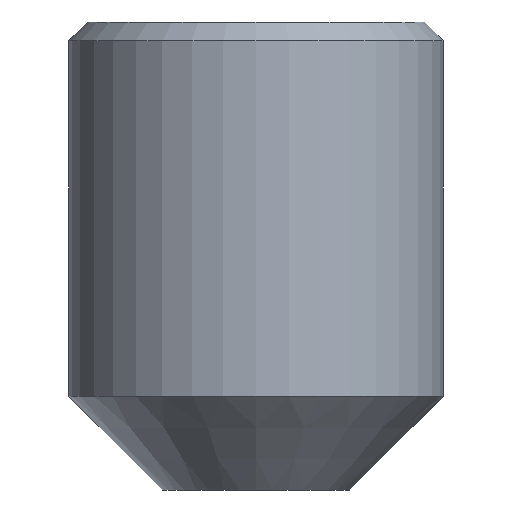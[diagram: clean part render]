
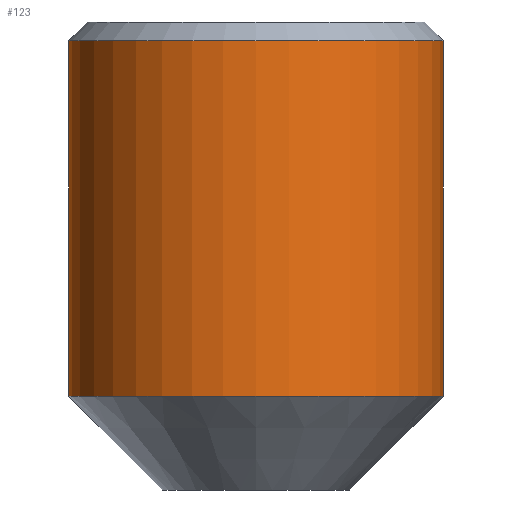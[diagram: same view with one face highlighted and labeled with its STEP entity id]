
A CAD part, left-side view. The second image highlights one B-rep face of the part: STEP entity #123.
In plain terms, the highlighted cylindrical face has radius 1 mm (diameter 2 mm), a partial arc.
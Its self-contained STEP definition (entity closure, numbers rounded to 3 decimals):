
#7 = DIRECTION ( 'NONE',  ( 0., 0., -1. ) ) ;
#8 = VERTEX_POINT ( 'NONE', #88 ) ;
#30 = LINE ( 'NONE', #69, #96 ) ;
#43 = EDGE_LOOP ( 'NONE', ( #227, #496, #265, #205 ) ) ;
#55 = CARTESIAN_POINT ( 'NONE',  ( 0., 0., -2.5 ) ) ;
#66 = DIRECTION ( 'NONE',  ( 0., 1., 0. ) ) ;
#69 = CARTESIAN_POINT ( 'NONE',  ( 0., 1., -2.5 ) ) ;
#88 = CARTESIAN_POINT ( 'NONE',  ( 0., 1., -2. ) ) ;
#96 = VECTOR ( 'NONE', #401, 1000. ) ;
#101 = CYLINDRICAL_SURFACE ( 'NONE', #299, 1. ) ;
#123 = ADVANCED_FACE ( 'NONE', ( #427 ), #101, .T. ) ;
#136 = DIRECTION ( 'NONE',  ( 0., 1., 0. ) ) ;
#149 = DIRECTION ( 'NONE',  ( 0., 0., -1. ) ) ;
#180 = CARTESIAN_POINT ( 'NONE',  ( 0., 0., -0.1 ) ) ;
#199 = CARTESIAN_POINT ( 'NONE',  ( 0., -1., -2.5 ) ) ;
#204 = VECTOR ( 'NONE', #149, 1000. ) ;
#205 = ORIENTED_EDGE ( 'NONE', *, *, #341, .F. ) ;
#224 = AXIS2_PLACEMENT_3D ( 'NONE', #180, #248, #432 ) ;
#227 = ORIENTED_EDGE ( 'NONE', *, *, #240, .F. ) ;
#240 = EDGE_CURVE ( 'NONE', #523, #316, #515, .T. ) ;
#245 = VERTEX_POINT ( 'NONE', #309 ) ;
#248 = DIRECTION ( 'NONE',  ( 0., 0., -1. ) ) ;
#265 = ORIENTED_EDGE ( 'NONE', *, *, #535, .T. ) ;
#274 = CARTESIAN_POINT ( 'NONE',  ( 0., 0., -2. ) ) ;
#299 = AXIS2_PLACEMENT_3D ( 'NONE', #55, #7, #136 ) ;
#309 = CARTESIAN_POINT ( 'NONE',  ( 0., 1., -0.1 ) ) ;
#314 = CARTESIAN_POINT ( 'NONE',  ( 0., -1., -2. ) ) ;
#316 = VERTEX_POINT ( 'NONE', #314 ) ;
#332 = CIRCLE ( 'NONE', #224, 1. ) ;
#341 = EDGE_CURVE ( 'NONE', #316, #8, #537, .T. ) ;
#365 = CARTESIAN_POINT ( 'NONE',  ( 0., -1., -0.1 ) ) ;
#401 = DIRECTION ( 'NONE',  ( 0., 0., -1. ) ) ;
#413 = AXIS2_PLACEMENT_3D ( 'NONE', #274, #437, #66 ) ;
#426 = EDGE_CURVE ( 'NONE', #523, #245, #332, .T. ) ;
#427 = FACE_OUTER_BOUND ( 'NONE', #43, .T. ) ;
#432 = DIRECTION ( 'NONE',  ( 0., 1., 0. ) ) ;
#437 = DIRECTION ( 'NONE',  ( 0., 0., -1. ) ) ;
#496 = ORIENTED_EDGE ( 'NONE', *, *, #426, .T. ) ;
#515 = LINE ( 'NONE', #199, #204 ) ;
#523 = VERTEX_POINT ( 'NONE', #365 ) ;
#535 = EDGE_CURVE ( 'NONE', #245, #8, #30, .T. ) ;
#537 = CIRCLE ( 'NONE', #413, 1. ) ;
